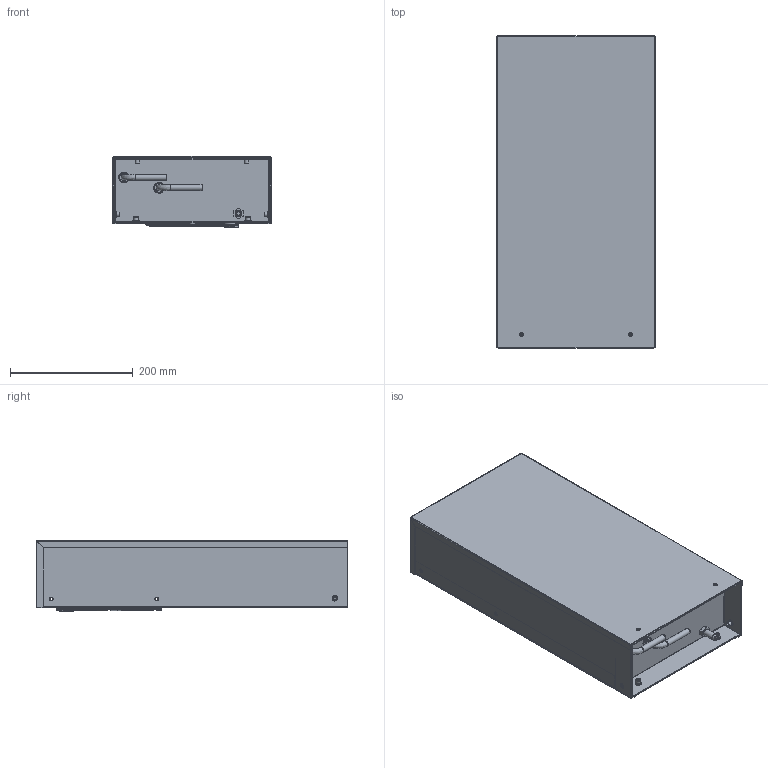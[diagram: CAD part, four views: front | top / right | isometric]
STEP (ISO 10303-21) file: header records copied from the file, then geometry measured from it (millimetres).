
FILE_DESCRIPTION((''),'2;1');
FILE_NAME('STEP-KNHE20.stp','2016-07-05T10:58:49', ('User'),('SDRC'),'I-DEAS Master Series','UNIX','Yes');
FILE_SCHEMA(('CONFIG_CONTROL_DESIGN', 'GEOMETRIC_VALIDATION_PROPERTIES_MIM','SHAPE_APPEARANCE_LAYER_MIM'));
Length unit declared in the file: inch
Bounding box: 257.56 x 508.21 x 115.67 mm (x, y, z)
Volume: 598797.1 mm3; surface area: 982134.3 mm2
Topology: 35 solids, 36 shells, 686 faces, 1519 edges, 931 vertices
Faces by surface type: bspline 686
Entity records: 23592 total; most frequent: CARTESIAN_POINT 11981, ORIENTED_EDGE 3080, OVER_RIDING_STYLED_ITEM 1764, EDGE_CURVE 1558, VERTEX_POINT 970, QUASI_UNIFORM_CURVE 949, EDGE_LOOP 898, FACE_OUTER_BOUND 686
